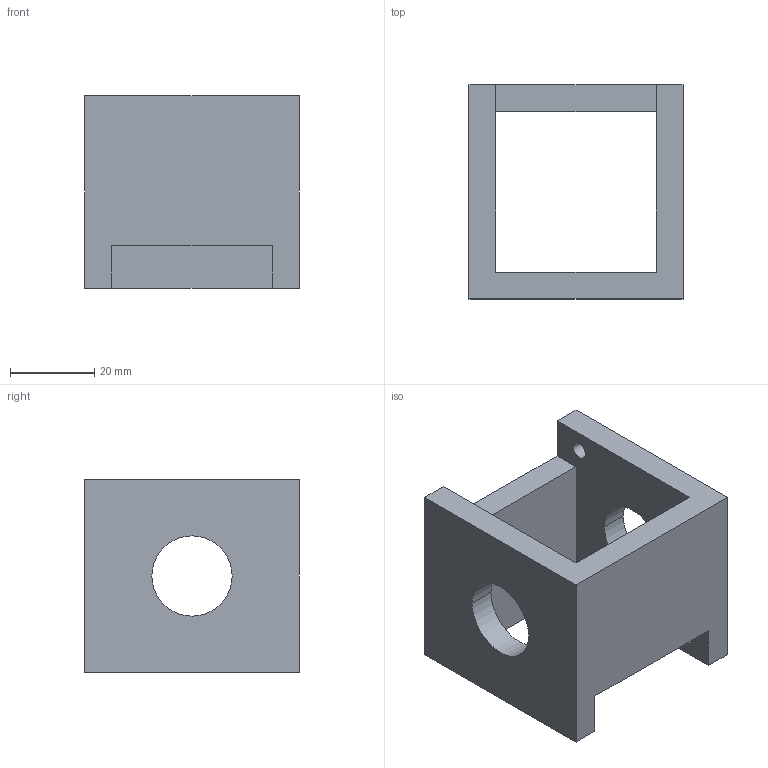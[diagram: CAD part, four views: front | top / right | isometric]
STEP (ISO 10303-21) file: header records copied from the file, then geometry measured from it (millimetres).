
FILE_DESCRIPTION (( 'STEP AP203' ), '1' );
FILE_NAME ('Connection Box.STEP', '2024-02-21T01:40:38', ( '' ), ( '' ), 'SwSTEP 2.0', 'SolidWorks 2023', '' );
FILE_SCHEMA (( 'CONFIG_CONTROL_DESIGN' ));
Length unit declared in the file: inch
Products named in the file (1): Connection Box
Bounding box: 50.8 x 50.8 x 45.72 mm (x, y, z)
Volume: 42920.7 mm3; surface area: 16955.6 mm2
Topology: 1 solids, 1 shells, 20 faces, 60 edges, 40 vertices
Faces by surface type: plane 12, cylinder 8
Entity records: 779 total; most frequent: CARTESIAN_POINT 121, ORIENTED_EDGE 120, DIRECTION 118, EDGE_CURVE 60, VECTOR 44, LINE 44, VERTEX_POINT 40, AXIS2_PLACEMENT_3D 37
